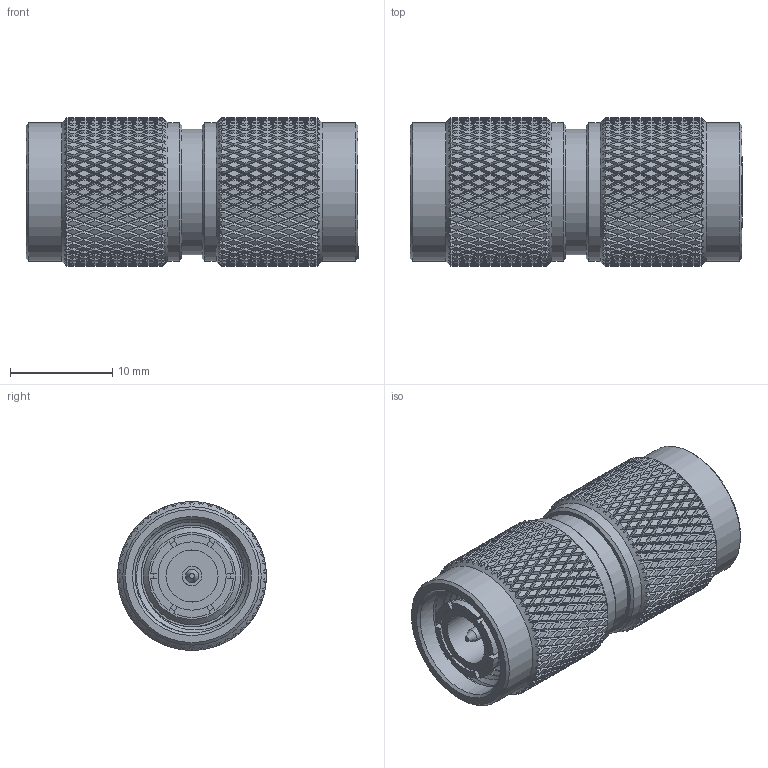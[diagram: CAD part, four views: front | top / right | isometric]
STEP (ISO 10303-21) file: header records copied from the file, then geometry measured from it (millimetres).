
FILE_DESCRIPTION (( 'STEP AP203' ), '1' );
FILE_NAME ('PE9091_3D.step', '2022-04-19T21:08:13', ( '' ), ( '' ), 'SwSTEP 2.0', 'SolidWorks 2021', '' );
FILE_SCHEMA (( 'CONFIG_CONTROL_DESIGN' ));
Products named in the file (1): PE9091_3D
Bounding box: 32.41 x 14.5 x 14.5 mm (x, y, z)
Volume: 3910.8 mm3; surface area: 3774.5 mm2
Topology: 1 solids, 1 shells, 5175 faces, 10961 edges, 5802 vertices
Faces by surface type: bspline 4006, cylinder 1075, plane 66, cone 28
Full cylindrical faces by diameter (mm): 1.27 x2, 1.905 x2, 5.08 x2, 9.5 x2, 11.113 x12, 12.268 x1, 13.513 x4
Entity records: 199939 total; most frequent: CARTESIAN_POINT 134760, ORIENTED_EDGE 21768, EDGE_CURVE 10884, VERTEX_POINT 5766, EDGE_LOOP 5206, FACE_OUTER_BOUND 5178, ADVANCED_FACE 5163, B_SPLINE_CURVE_WITH_KNOTS 4562
